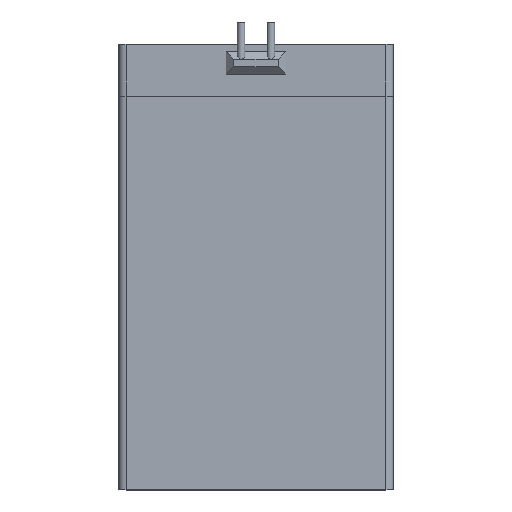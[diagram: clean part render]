
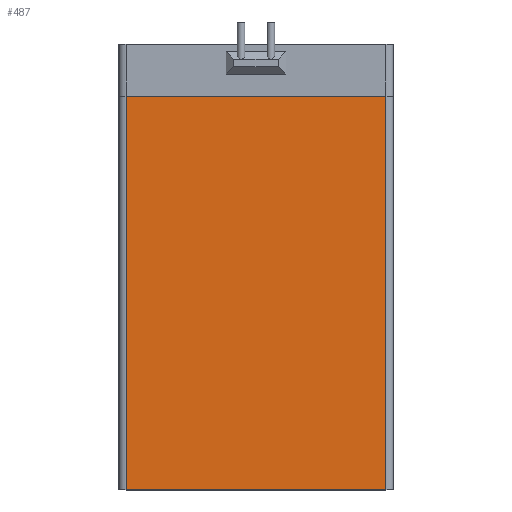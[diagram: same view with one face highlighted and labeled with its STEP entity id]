
A CAD part, top view. The second image highlights one B-rep face of the part: STEP entity #487.
In plain terms, the highlighted planar face has unit normal (0, 0, 1).
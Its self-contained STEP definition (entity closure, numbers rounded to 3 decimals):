
#29=PLANE('',#543);
#54=FACE_OUTER_BOUND('',#85,.T.);
#85=EDGE_LOOP('',(#366,#367,#368,#369));
#113=LINE('',#751,#159);
#118=LINE('',#766,#164);
#123=LINE('',#779,#169);
#124=LINE('',#782,#170);
#159=VECTOR('',#596,10.);
#164=VECTOR('',#611,10.);
#169=VECTOR('',#624,10.);
#170=VECTOR('',#629,10.);
#225=VERTEX_POINT('',#748);
#226=VERTEX_POINT('',#750);
#231=VERTEX_POINT('',#764);
#235=VERTEX_POINT('',#778);
#272=EDGE_CURVE('',#226,#225,#113,.T.);
#280=EDGE_CURVE('',#231,#225,#118,.T.);
#286=EDGE_CURVE('',#226,#235,#123,.T.);
#288=EDGE_CURVE('',#231,#235,#124,.T.);
#366=ORIENTED_EDGE('',*,*,#280,.F.);
#367=ORIENTED_EDGE('',*,*,#288,.T.);
#368=ORIENTED_EDGE('',*,*,#286,.F.);
#369=ORIENTED_EDGE('',*,*,#272,.T.);
#487=ADVANCED_FACE('',(#54),#29,.T.);
#543=AXIS2_PLACEMENT_3D('',#781,#627,#628);
#596=DIRECTION('',(-1.,0.,0.));
#611=DIRECTION('',(0.,1.,0.));
#624=DIRECTION('',(0.,-1.,0.));
#627=DIRECTION('center_axis',(0.,0.,1.));
#628=DIRECTION('ref_axis',(1.,0.,0.));
#629=DIRECTION('',(1.,0.,0.));
#748=CARTESIAN_POINT('',(-17.5,23.,5.));
#750=CARTESIAN_POINT('',(17.5,23.,5.));
#751=CARTESIAN_POINT('',(-18.5,23.,5.));
#764=CARTESIAN_POINT('',(-17.5,-30.,5.));
#766=CARTESIAN_POINT('',(-17.5,9.75,5.));
#778=CARTESIAN_POINT('',(17.5,-30.,5.));
#779=CARTESIAN_POINT('',(17.5,-16.75,5.));
#781=CARTESIAN_POINT('Origin',(0.,-3.5,5.));
#782=CARTESIAN_POINT('',(-18.5,-30.,5.));
